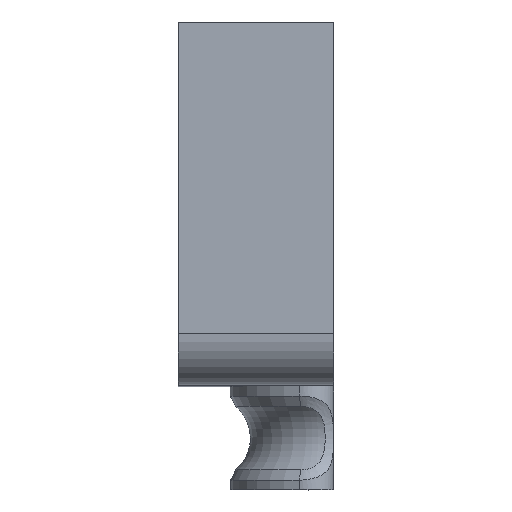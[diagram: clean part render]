
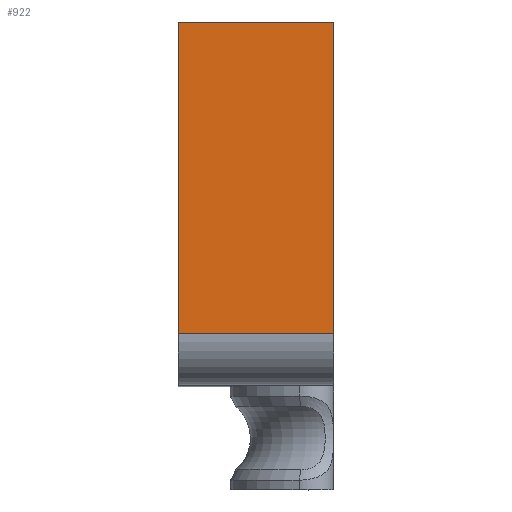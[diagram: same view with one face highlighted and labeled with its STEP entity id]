
A CAD part, top view. The second image highlights one B-rep face of the part: STEP entity #922.
In plain terms, the highlighted planar face has unit normal (0, 0, 1).
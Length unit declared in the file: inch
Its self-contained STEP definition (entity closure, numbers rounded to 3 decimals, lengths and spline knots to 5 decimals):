
#34=PLANE('',#1048);
#111=FACE_OUTER_BOUND('',#164,.T.);
#164=EDGE_LOOP('',(#835,#836,#837,#838));
#256=LINE('',#1707,#328);
#298=LINE('',#1849,#370);
#302=LINE('',#1862,#374);
#303=LINE('',#1864,#375);
#328=VECTOR('',#1148,0.3937);
#370=VECTOR('',#1302,0.3937);
#374=VECTOR('',#1318,0.3937);
#375=VECTOR('',#1321,0.3937);
#419=VERTEX_POINT('',#1704);
#420=VERTEX_POINT('',#1706);
#463=VERTEX_POINT('',#1846);
#464=VERTEX_POINT('',#1848);
#519=EDGE_CURVE('',#419,#420,#256,.T.);
#590=EDGE_CURVE('',#464,#463,#298,.T.);
#597=EDGE_CURVE('',#420,#463,#302,.T.);
#598=EDGE_CURVE('',#464,#419,#303,.T.);
#835=ORIENTED_EDGE('',*,*,#597,.F.);
#836=ORIENTED_EDGE('',*,*,#519,.F.);
#837=ORIENTED_EDGE('',*,*,#598,.F.);
#838=ORIENTED_EDGE('',*,*,#590,.T.);
#922=ADVANCED_FACE('',(#111),#34,.T.);
#1048=AXIS2_PLACEMENT_3D('',#1863,#1319,#1320);
#1148=DIRECTION('',(0.,-1.,0.));
#1302=DIRECTION('',(0.,-1.,0.));
#1318=DIRECTION('',(-1.,0.,0.));
#1319=DIRECTION('center_axis',(0.,0.,1.));
#1320=DIRECTION('ref_axis',(0.,-1.,0.));
#1321=DIRECTION('',(1.,0.,0.));
#1704=CARTESIAN_POINT('',(0.375,0.4375,1.375));
#1706=CARTESIAN_POINT('',(0.375,-0.3125,1.375));
#1707=CARTESIAN_POINT('',(0.375,0.4375,1.375));
#1846=CARTESIAN_POINT('',(0.,-0.3125,1.375));
#1848=CARTESIAN_POINT('',(0.,0.4375,1.375));
#1849=CARTESIAN_POINT('',(0.,0.4375,1.375));
#1862=CARTESIAN_POINT('',(0.,-0.3125,1.375));
#1863=CARTESIAN_POINT('Origin',(0.,0.4375,1.375));
#1864=CARTESIAN_POINT('',(0.,0.4375,1.375));
